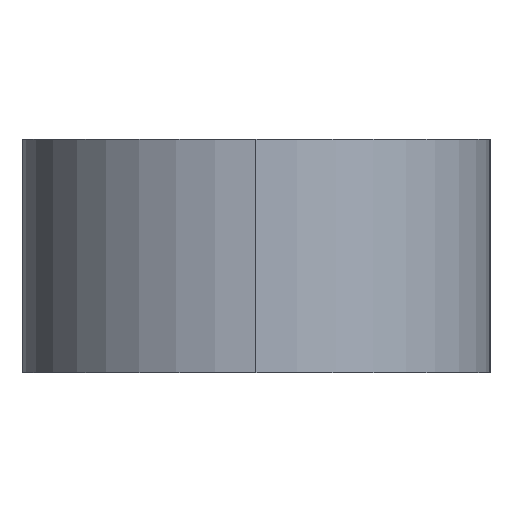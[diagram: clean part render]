
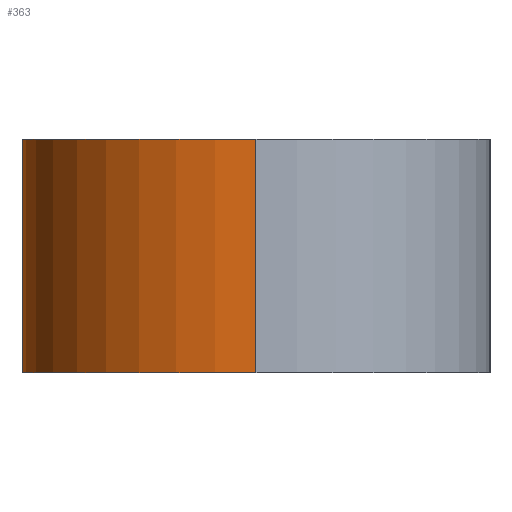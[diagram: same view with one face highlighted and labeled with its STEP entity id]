
A CAD part, left-side view. The second image highlights one B-rep face of the part: STEP entity #363.
In plain terms, the highlighted cylindrical face has radius 4 mm (diameter 8 mm), a partial arc.
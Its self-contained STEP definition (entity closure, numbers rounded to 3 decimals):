
#31=FACE_OUTER_BOUND('',#54,.T.);
#54=EDGE_LOOP('',(#238,#239,#240,#241));
#85=B_SPLINE_CURVE_WITH_KNOTS('',3,(#578,#579,#580,#581,#582,#583,#584,
#585,#586,#587,#588,#589,#590,#591,#592,#593,#594,#595,#596),
 .UNSPECIFIED.,.F.,.F.,(4,2,2,2,3,2,2,2,4),(0.923,0.999,
1.076,1.153,1.23,1.307,1.384,
1.461,1.538),.UNSPECIFIED.);
#103=CIRCLE('',#407,4.);
#104=CIRCLE('',#408,4.);
#131=LINE('',#574,#140);
#140=VECTOR('',#461,4.);
#149=VERTEX_POINT('',#572);
#150=VERTEX_POINT('',#573);
#151=VERTEX_POINT('',#575);
#152=VERTEX_POINT('',#577);
#183=EDGE_CURVE('',#149,#150,#131,.T.);
#184=EDGE_CURVE('',#149,#151,#103,.T.);
#185=EDGE_CURVE('',#152,#151,#85,.T.);
#186=EDGE_CURVE('',#150,#152,#104,.T.);
#238=ORIENTED_EDGE('',*,*,#183,.F.);
#239=ORIENTED_EDGE('',*,*,#184,.T.);
#240=ORIENTED_EDGE('',*,*,#185,.F.);
#241=ORIENTED_EDGE('',*,*,#186,.F.);
#348=CYLINDRICAL_SURFACE('',#406,4.);
#363=ADVANCED_FACE('',(#31),#348,.T.);
#406=AXIS2_PLACEMENT_3D('',#571,#459,#460);
#407=AXIS2_PLACEMENT_3D('',#576,#462,#463);
#408=AXIS2_PLACEMENT_3D('',#597,#464,#465);
#459=DIRECTION('center_axis',(0.,0.,1.));
#460=DIRECTION('ref_axis',(1.,0.,0.));
#461=DIRECTION('',(0.,0.,-1.));
#462=DIRECTION('center_axis',(0.,0.,-1.));
#463=DIRECTION('ref_axis',(1.,0.,0.));
#464=DIRECTION('center_axis',(0.,0.,-1.));
#465=DIRECTION('ref_axis',(1.,0.,0.));
#571=CARTESIAN_POINT('Origin',(0.021,0.,0.));
#572=CARTESIAN_POINT('',(-3.979,0.,2.));
#573=CARTESIAN_POINT('',(-3.979,0.,-2.));
#574=CARTESIAN_POINT('',(-3.979,0.,0.));
#575=CARTESIAN_POINT('',(4.021,0.,2.));
#576=CARTESIAN_POINT('Origin',(0.021,0.,2.));
#577=CARTESIAN_POINT('',(4.021,0.,-2.));
#578=CARTESIAN_POINT('Ctrl Pts',(4.021,0.,
-2.));
#579=CARTESIAN_POINT('Ctrl Pts',(4.021,0.256,-2.));
#580=CARTESIAN_POINT('Ctrl Pts',(3.994,0.526,-1.948));
#581=CARTESIAN_POINT('Ctrl Pts',(3.897,1.017,-1.742));
#582=CARTESIAN_POINT('Ctrl Pts',(3.828,1.239,-1.589));
#583=CARTESIAN_POINT('Ctrl Pts',(3.696,1.59,-1.239));
#584=CARTESIAN_POINT('Ctrl Pts',(3.623,1.742,-1.017));
#585=CARTESIAN_POINT('Ctrl Pts',(3.516,1.948,-0.526));
#586=CARTESIAN_POINT('Ctrl Pts',(3.485,2.,-0.257));
#587=CARTESIAN_POINT('Ctrl Pts',(3.485,2.,0.));
#588=CARTESIAN_POINT('Ctrl Pts',(3.485,2.,0.257));
#589=CARTESIAN_POINT('Ctrl Pts',(3.516,1.948,0.526));
#590=CARTESIAN_POINT('Ctrl Pts',(3.623,1.742,1.017));
#591=CARTESIAN_POINT('Ctrl Pts',(3.696,1.59,1.239));
#592=CARTESIAN_POINT('Ctrl Pts',(3.828,1.239,1.589));
#593=CARTESIAN_POINT('Ctrl Pts',(3.897,1.017,1.742));
#594=CARTESIAN_POINT('Ctrl Pts',(3.994,0.526,1.948));
#595=CARTESIAN_POINT('Ctrl Pts',(4.021,0.256,2.));
#596=CARTESIAN_POINT('Ctrl Pts',(4.021,0.,
2.));
#597=CARTESIAN_POINT('Origin',(0.021,0.,-2.));
